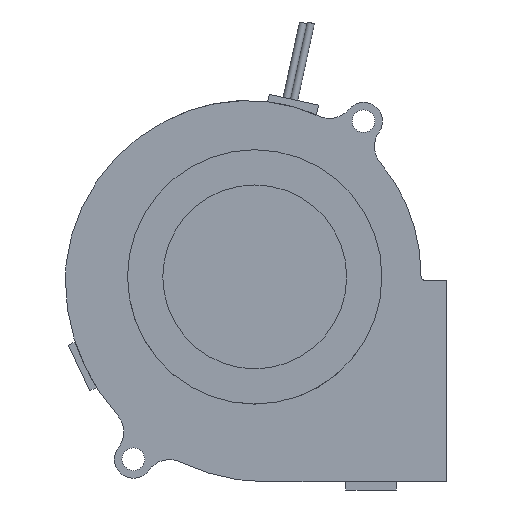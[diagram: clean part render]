
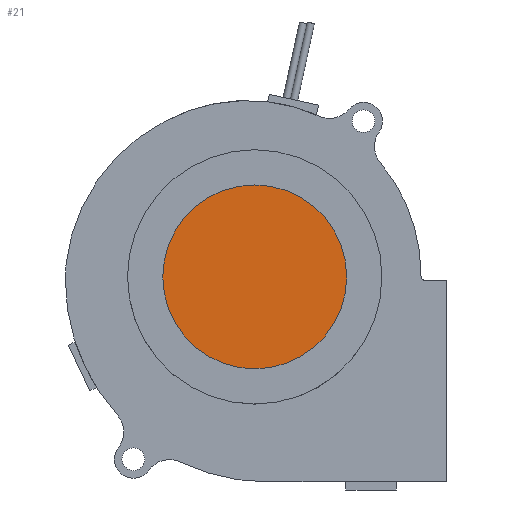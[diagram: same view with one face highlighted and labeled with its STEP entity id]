
A CAD part, front view. The second image highlights one B-rep face of the part: STEP entity #21.
In plain terms, the highlighted planar face has unit normal (0, -1, 0).
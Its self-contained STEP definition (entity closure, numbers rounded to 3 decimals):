
#1=CARTESIAN_POINT('POINT10572',(-3.35,-30.,-30.9));
#2=VERTEX_POINT('VERTEX10572',#1);
#3=CARTESIAN_POINT('POINT10573',(-39.85,-30.,-30.9));
#4=VERTEX_POINT('VERTEX10573',#3);
#5=CARTESIAN_POINT('POS16202',(-21.6,-30.,-30.9));
#6=DIRECTION('DIR26359',(0.,-1.,0.));
#7=DIRECTION('DIR26360',(1.,0.,0.));
#8=AXIS2_PLACEMENT_3D('AXIS10158',#5,#6,#7);
#9=CIRCLE('ELLIPSE6210',#8,18.25);
#10=EDGE_CURVE('EDGE15561',#2,#4,#9,.T.);
#11=ORIENTED_EDGE('COEDGE31123',*,*,#10,.T.);
#12=EDGE_CURVE('EDGE15562',#4,#2,#9,.T.);
#13=ORIENTED_EDGE('COEDGE31124',*,*,#12,.T.);
#14=EDGE_LOOP('NONE',(#11,#13));
#15=FACE_BOUND('LOOP1',#14,.T.);
#16=CARTESIAN_POINT('POS16203',(-21.6,-30.,-30.9));
#17=DIRECTION('DIR26361',(0.,-1.,0.));
#18=DIRECTION('DIR26362',(1.,0.,0.));
#19=AXIS2_PLACEMENT_3D('AXIS10159',#16,#17,#18);
#20=PLANE('PLANE1533',#19);
#21=ADVANCED_FACE('FACE5437',(#15),#20,.T.);
